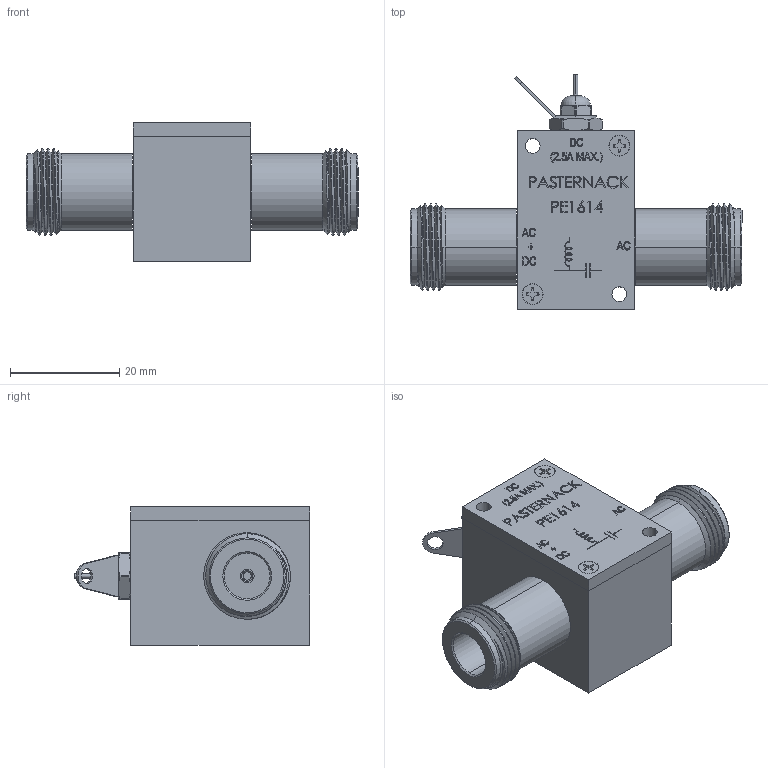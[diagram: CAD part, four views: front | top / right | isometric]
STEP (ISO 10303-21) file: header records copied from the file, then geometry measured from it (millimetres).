
FILE_DESCRIPTION (( 'STEP AP203' ), '1' );
FILE_NAME ('PE1614.step', '2019-04-25T23:48:04', ( '' ), ( '' ), 'SwSTEP 2.0', 'SolidWorks 2018', '' );
FILE_SCHEMA (( 'CONFIG_CONTROL_DESIGN' ));
Length unit declared in the file: inch
Products named in the file (1): PE1614
Bounding box: 60.83 x 43.06 x 25.4 mm (x, y, z)
Volume: 23077.8 mm3; surface area: 8365.6 mm2
Topology: 6 solids, 6 shells, 788 faces, 2057 edges, 1353 vertices
Faces by surface type: plane 447, bspline 145, cylinder 125, cone 69, torus 2
Entity records: 35221 total; most frequent: CARTESIAN_POINT 17032, ORIENTED_EDGE 4106, DIRECTION 3108, EDGE_CURVE 2053, VERTEX_POINT 1353, VECTOR 1298, LINE 1298, AXIS2_PLACEMENT_3D 905
